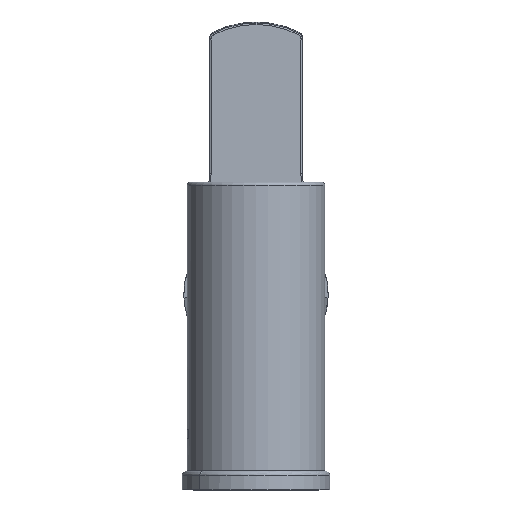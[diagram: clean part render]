
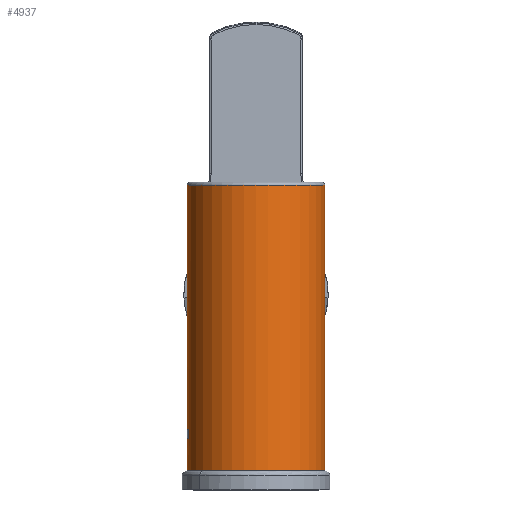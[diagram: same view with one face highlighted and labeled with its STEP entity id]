
A CAD part, front view. The second image highlights one B-rep face of the part: STEP entity #4937.
In plain terms, the highlighted cylindrical face has radius 21.5 mm (diameter 43 mm), a partial arc.
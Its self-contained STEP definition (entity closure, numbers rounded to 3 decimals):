
#90 = VERTEX_POINT ( 'NONE', #373 ) ;
#106 = DIRECTION ( 'NONE',  ( 0., 0., 1. ) ) ;
#215 = ORIENTED_EDGE ( 'NONE', *, *, #9048, .F. ) ;
#373 = CARTESIAN_POINT ( 'NONE',  ( -20.911, -5., 13. ) ) ;
#415 = VERTEX_POINT ( 'NONE', #6558 ) ;
#445 = CARTESIAN_POINT ( 'NONE',  ( 21.5, 0., 89. ) ) ;
#569 = CARTESIAN_POINT ( 'NONE',  ( -21.5, 0., 55. ) ) ;
#855 = CARTESIAN_POINT ( 'NONE',  ( -21.5, 0., 0. ) ) ;
#909 = CARTESIAN_POINT ( 'NONE',  ( 0., 0., 10. ) ) ;
#1102 = CARTESIAN_POINT ( 'NONE',  ( -20.911, -5., 0. ) ) ;
#1729 = DIRECTION ( 'NONE',  ( 1., 0., 0. ) ) ;
#1816 = AXIS2_PLACEMENT_3D ( 'NONE', #16973, #5699, #14046 ) ;
#1886 = CIRCLE ( 'NONE', #1816, 21.5 ) ;
#2078 = VERTEX_POINT ( 'NONE', #3034 ) ;
#2197 = DIRECTION ( 'NONE',  ( 0., 0., 1. ) ) ;
#2255 = ORIENTED_EDGE ( 'NONE', *, *, #12190, .T. ) ;
#2538 = CIRCLE ( 'NONE', #9878, 21.5 ) ;
#3034 = CARTESIAN_POINT ( 'NONE',  ( -21.5, 0., 13. ) ) ;
#3089 = VECTOR ( 'NONE', #3953, 1000. ) ;
#3170 = ORIENTED_EDGE ( 'NONE', *, *, #4249, .T. ) ;
#3378 = AXIS2_PLACEMENT_3D ( 'NONE', #16899, #106, #9933 ) ;
#3525 = ORIENTED_EDGE ( 'NONE', *, *, #9267, .T. ) ;
#3953 = DIRECTION ( 'NONE',  ( 0., 0., -1. ) ) ;
#4249 = EDGE_CURVE ( 'NONE', #90, #16011, #5899, .T. ) ;
#4320 = VECTOR ( 'NONE', #12673, 1000. ) ;
#4445 = DIRECTION ( 'NONE',  ( 0., 0., 1. ) ) ;
#4542 = CARTESIAN_POINT ( 'NONE',  ( -20.911, -5., 10. ) ) ;
#4822 = EDGE_CURVE ( 'NONE', #14256, #13084, #17793, .T. ) ;
#4937 = ADVANCED_FACE ( 'NONE', ( #13387 ), #9453, .T. ) ;
#4954 = VECTOR ( 'NONE', #2197, 1000. ) ;
#5137 = EDGE_CURVE ( 'NONE', #415, #14256, #9668, .T. ) ;
#5570 = CARTESIAN_POINT ( 'NONE',  ( -21.5, 0., 0. ) ) ;
#5578 = ORIENTED_EDGE ( 'NONE', *, *, #8621, .F. ) ;
#5699 = DIRECTION ( 'NONE',  ( 0., 0., -1. ) ) ;
#5830 = CARTESIAN_POINT ( 'NONE',  ( 21.5, 0., 0. ) ) ;
#5899 = LINE ( 'NONE', #1102, #3089 ) ;
#6558 = CARTESIAN_POINT ( 'NONE',  ( 21.5, 0., 0.2 ) ) ;
#6610 = ORIENTED_EDGE ( 'NONE', *, *, #5137, .T. ) ;
#6758 = CARTESIAN_POINT ( 'NONE',  ( 21.5, 0., 0. ) ) ;
#6800 = DIRECTION ( 'NONE',  ( 1., 0., 0. ) ) ;
#6882 = CIRCLE ( 'NONE', #7488, 21.5 ) ;
#7463 = CARTESIAN_POINT ( 'NONE',  ( 0., 0., 0.2 ) ) ;
#7488 = AXIS2_PLACEMENT_3D ( 'NONE', #7463, #17189, #1729 ) ;
#7857 = DIRECTION ( 'NONE',  ( 0., 0., -1. ) ) ;
#8118 = VECTOR ( 'NONE', #15297, 1000. ) ;
#8365 = CARTESIAN_POINT ( 'NONE',  ( -21.5, 0., 89. ) ) ;
#8440 = CARTESIAN_POINT ( 'NONE',  ( -21.5, 0., 0. ) ) ;
#8621 = EDGE_CURVE ( 'NONE', #2078, #16903, #17500, .T. ) ;
#8670 = LINE ( 'NONE', #855, #4954 ) ;
#8776 = LINE ( 'NONE', #8440, #8118 ) ;
#9048 = EDGE_CURVE ( 'NONE', #16903, #14260, #8670, .T. ) ;
#9267 = EDGE_CURVE ( 'NONE', #2078, #90, #13550, .T. ) ;
#9317 = CARTESIAN_POINT ( 'NONE',  ( -21.5, 0., 0.2 ) ) ;
#9453 = CYLINDRICAL_SURFACE ( 'NONE', #14538, 21.5 ) ;
#9668 = LINE ( 'NONE', #6758, #10555 ) ;
#9878 = AXIS2_PLACEMENT_3D ( 'NONE', #909, #7857, #17702 ) ;
#9887 = ORIENTED_EDGE ( 'NONE', *, *, #13078, .T. ) ;
#9933 = DIRECTION ( 'NONE',  ( -1., 0., 0. ) ) ;
#10043 = EDGE_CURVE ( 'NONE', #13084, #14260, #1886, .T. ) ;
#10343 = VECTOR ( 'NONE', #4445, 1000. ) ;
#10404 = ORIENTED_EDGE ( 'NONE', *, *, #10043, .T. ) ;
#10555 = VECTOR ( 'NONE', #13658, 1000. ) ;
#11174 = CARTESIAN_POINT ( 'NONE',  ( 21.5, 0., 55. ) ) ;
#11413 = CARTESIAN_POINT ( 'NONE',  ( 0., 0., 0. ) ) ;
#12190 = EDGE_CURVE ( 'NONE', #16011, #17056, #2538, .T. ) ;
#12673 = DIRECTION ( 'NONE',  ( 0., 0., 1. ) ) ;
#13078 = EDGE_CURVE ( 'NONE', #17326, #415, #6882, .T. ) ;
#13084 = VERTEX_POINT ( 'NONE', #445 ) ;
#13387 = FACE_OUTER_BOUND ( 'NONE', #15840, .T. ) ;
#13550 = CIRCLE ( 'NONE', #3378, 21.5 ) ;
#13658 = DIRECTION ( 'NONE',  ( 0., 0., 1. ) ) ;
#13742 = DIRECTION ( 'NONE',  ( 0., 0., 1. ) ) ;
#14046 = DIRECTION ( 'NONE',  ( 1., 0., 0. ) ) ;
#14256 = VERTEX_POINT ( 'NONE', #11174 ) ;
#14260 = VERTEX_POINT ( 'NONE', #8365 ) ;
#14538 = AXIS2_PLACEMENT_3D ( 'NONE', #11413, #13742, #6800 ) ;
#15031 = ORIENTED_EDGE ( 'NONE', *, *, #4822, .T. ) ;
#15297 = DIRECTION ( 'NONE',  ( 0., 0., 1. ) ) ;
#15508 = ORIENTED_EDGE ( 'NONE', *, *, #16581, .F. ) ;
#15840 = EDGE_LOOP ( 'NONE', ( #15508, #9887, #6610, #15031, #10404, #215, #5578, #3525, #3170, #2255 ) ) ;
#16011 = VERTEX_POINT ( 'NONE', #4542 ) ;
#16581 = EDGE_CURVE ( 'NONE', #17326, #17056, #8776, .T. ) ;
#16899 = CARTESIAN_POINT ( 'NONE',  ( 0., 0., 13. ) ) ;
#16903 = VERTEX_POINT ( 'NONE', #569 ) ;
#16973 = CARTESIAN_POINT ( 'NONE',  ( 0., 0., 89. ) ) ;
#17056 = VERTEX_POINT ( 'NONE', #17125 ) ;
#17125 = CARTESIAN_POINT ( 'NONE',  ( -21.5, 0., 10. ) ) ;
#17189 = DIRECTION ( 'NONE',  ( 0., 0., 1. ) ) ;
#17326 = VERTEX_POINT ( 'NONE', #9317 ) ;
#17500 = LINE ( 'NONE', #5570, #4320 ) ;
#17702 = DIRECTION ( 'NONE',  ( 1., 0., 0. ) ) ;
#17793 = LINE ( 'NONE', #5830, #10343 ) ;
